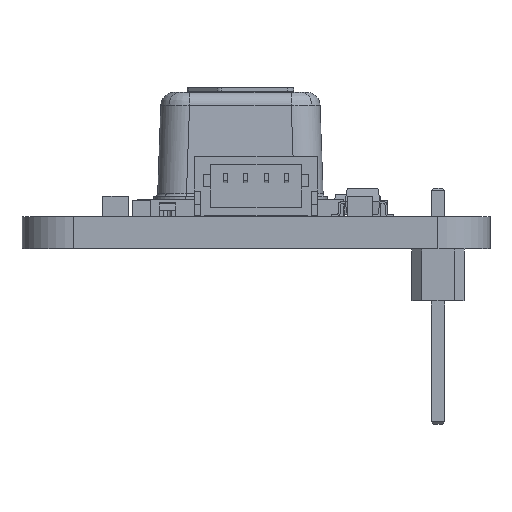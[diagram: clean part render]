
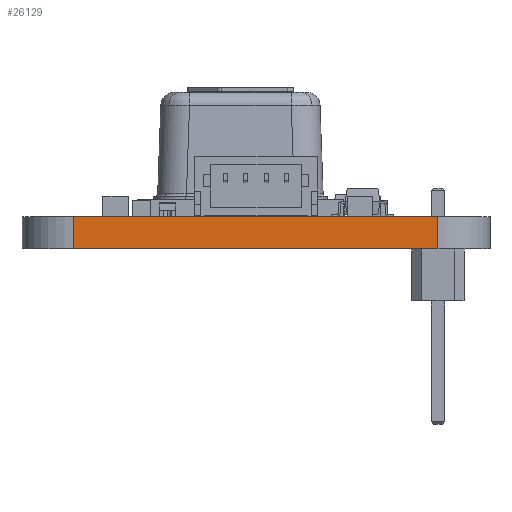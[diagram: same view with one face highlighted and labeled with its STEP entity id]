
A CAD part, left-side view. The second image highlights one B-rep face of the part: STEP entity #26129.
In plain terms, the highlighted planar face has unit normal (-1, 0, 0).
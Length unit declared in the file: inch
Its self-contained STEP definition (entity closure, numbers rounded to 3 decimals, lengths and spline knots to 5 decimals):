
#1524 = DIRECTION ( 'NONE',  ( -1., 0., 0. ) ) ;
#2068 = CARTESIAN_POINT ( 'NONE',  ( 0., 0.1, 0.06181 ) ) ;
#4921 = DIRECTION ( 'NONE',  ( 0., 0., 1. ) ) ;
#5080 = CARTESIAN_POINT ( 'NONE',  ( 0., 0.8, 0. ) ) ;
#7586 = LINE ( 'NONE', #22000, #38539 ) ;
#7765 = VECTOR ( 'NONE', #40139, 39.37008 ) ;
#7951 = VERTEX_POINT ( 'NONE', #42017 ) ;
#9739 = VERTEX_POINT ( 'NONE', #15081 ) ;
#9816 = ORIENTED_EDGE ( 'NONE', *, *, #34612, .T. ) ;
#11260 = CARTESIAN_POINT ( 'NONE',  ( 0., 0.8, 0.06181 ) ) ;
#11274 = VECTOR ( 'NONE', #25992, 39.37008 ) ;
#15081 = CARTESIAN_POINT ( 'NONE',  ( 0., 0.1, 0. ) ) ;
#15103 = CARTESIAN_POINT ( 'NONE',  ( 0., 0.1, 0. ) ) ;
#15996 = VERTEX_POINT ( 'NONE', #21040 ) ;
#17104 = VERTEX_POINT ( 'NONE', #2068 ) ;
#17535 = DIRECTION ( 'NONE',  ( 0., -1., 0. ) ) ;
#18575 = FACE_OUTER_BOUND ( 'NONE', #36988, .T. ) ;
#21040 = CARTESIAN_POINT ( 'NONE',  ( 0., 0.8, 0. ) ) ;
#21922 = AXIS2_PLACEMENT_3D ( 'NONE', #5080, #1524, #45090 ) ;
#22000 = CARTESIAN_POINT ( 'NONE',  ( 0., 0.8, 0. ) ) ;
#22259 = CARTESIAN_POINT ( 'NONE',  ( 0., 0.8, 0. ) ) ;
#25992 = DIRECTION ( 'NONE',  ( 0., 0., 1. ) ) ;
#26129 = ADVANCED_FACE ( 'NONE', ( #18575 ), #32984, .T. ) ;
#27395 = ORIENTED_EDGE ( 'NONE', *, *, #36674, .F. ) ;
#28736 = ORIENTED_EDGE ( 'NONE', *, *, #33924, .T. ) ;
#29038 = LINE ( 'NONE', #15103, #11274 ) ;
#30180 = LINE ( 'NONE', #22259, #43120 ) ;
#31453 = EDGE_CURVE ( 'NONE', #15996, #7951, #30180, .T. ) ;
#32984 = PLANE ( 'NONE',  #21922 ) ;
#33357 = ORIENTED_EDGE ( 'NONE', *, *, #31453, .F. ) ;
#33924 = EDGE_CURVE ( 'NONE', #9739, #17104, #29038, .T. ) ;
#34612 = EDGE_CURVE ( 'NONE', #15996, #9739, #7586, .T. ) ;
#36674 = EDGE_CURVE ( 'NONE', #7951, #17104, #43684, .T. ) ;
#36988 = EDGE_LOOP ( 'NONE', ( #9816, #28736, #27395, #33357 ) ) ;
#38539 = VECTOR ( 'NONE', #17535, 39.37008 ) ;
#40139 = DIRECTION ( 'NONE',  ( 0., -1., 0. ) ) ;
#42017 = CARTESIAN_POINT ( 'NONE',  ( 0., 0.8, 0.06181 ) ) ;
#43120 = VECTOR ( 'NONE', #4921, 39.37008 ) ;
#43684 = LINE ( 'NONE', #11260, #7765 ) ;
#45090 = DIRECTION ( 'NONE',  ( 0., 0., 1. ) ) ;
